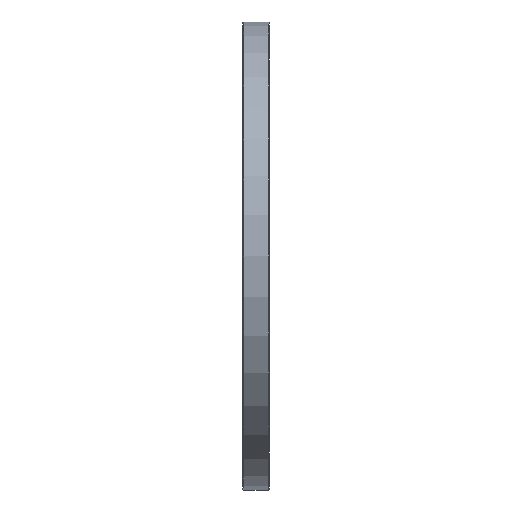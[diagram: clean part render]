
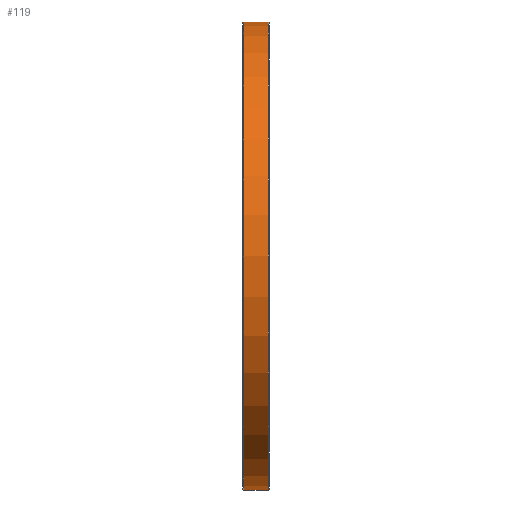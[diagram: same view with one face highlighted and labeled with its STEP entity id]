
A CAD part, left-side view. The second image highlights one B-rep face of the part: STEP entity #119.
In plain terms, the highlighted cylindrical face has radius 142.5 mm (diameter 285 mm), a partial arc.
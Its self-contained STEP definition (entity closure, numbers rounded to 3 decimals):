
#36 = AXIS2_PLACEMENT_3D ( 'NONE', #334, #426, #448 ) ;
#54 = AXIS2_PLACEMENT_3D ( 'NONE', #2342, #2379, #2399 ) ;
#119 = ADVANCED_FACE ( 'NONE', ( #2462 ), #1931, .T. ) ;
#141 = CIRCLE ( 'NONE', #54, 142.5 ) ;
#187 = CARTESIAN_POINT ( 'NONE',  ( 0., 0.4, 142.5 ) ) ;
#207 = VERTEX_POINT ( 'NONE', #2198 ) ;
#334 = CARTESIAN_POINT ( 'NONE',  ( 0., 0.4, 0. ) ) ;
#426 = DIRECTION ( 'NONE',  ( 0., 1., 0. ) ) ;
#446 = VECTOR ( 'NONE', #1559, 1000. ) ;
#448 = DIRECTION ( 'NONE',  ( 0., 0., 1. ) ) ;
#631 = CARTESIAN_POINT ( 'NONE',  ( 0., 15.6, -142.5 ) ) ;
#636 = CARTESIAN_POINT ( 'NONE',  ( 0., 0.4, -142.5 ) ) ;
#698 = AXIS2_PLACEMENT_3D ( 'NONE', #1917, #1950, #1937 ) ;
#1236 = EDGE_CURVE ( 'NONE', #207, #1645, #1946, .T. ) ;
#1237 = EDGE_LOOP ( 'NONE', ( #1498, #2510, #2285, #1710 ) ) ;
#1253 = EDGE_CURVE ( 'NONE', #1363, #1652, #1579, .T. ) ;
#1254 = EDGE_CURVE ( 'NONE', #207, #1363, #141, .T. ) ;
#1266 = EDGE_CURVE ( 'NONE', #1652, #1645, #2516, .T. ) ;
#1363 = VERTEX_POINT ( 'NONE', #631 ) ;
#1498 = ORIENTED_EDGE ( 'NONE', *, *, #1236, .F. ) ;
#1559 = DIRECTION ( 'NONE',  ( 0., -1., 0. ) ) ;
#1579 = LINE ( 'NONE', #2246, #1611 ) ;
#1611 = VECTOR ( 'NONE', #2261, 1000. ) ;
#1645 = VERTEX_POINT ( 'NONE', #187 ) ;
#1652 = VERTEX_POINT ( 'NONE', #636 ) ;
#1710 = ORIENTED_EDGE ( 'NONE', *, *, #1266, .T. ) ;
#1917 = CARTESIAN_POINT ( 'NONE',  ( 0., 16., 0. ) ) ;
#1931 = CYLINDRICAL_SURFACE ( 'NONE', #698, 142.5 ) ;
#1937 = DIRECTION ( 'NONE',  ( 0., 0., -1. ) ) ;
#1946 = LINE ( 'NONE', #1949, #446 ) ;
#1949 = CARTESIAN_POINT ( 'NONE',  ( 0., 16., 142.5 ) ) ;
#1950 = DIRECTION ( 'NONE',  ( 0., -1., 0. ) ) ;
#2198 = CARTESIAN_POINT ( 'NONE',  ( 0., 15.6, 142.5 ) ) ;
#2246 = CARTESIAN_POINT ( 'NONE',  ( 0., 16., -142.5 ) ) ;
#2261 = DIRECTION ( 'NONE',  ( 0., -1., 0. ) ) ;
#2285 = ORIENTED_EDGE ( 'NONE', *, *, #1253, .T. ) ;
#2342 = CARTESIAN_POINT ( 'NONE',  ( 0., 15.6, 0. ) ) ;
#2379 = DIRECTION ( 'NONE',  ( 0., -1., 0. ) ) ;
#2399 = DIRECTION ( 'NONE',  ( 0., 0., 1. ) ) ;
#2462 = FACE_OUTER_BOUND ( 'NONE', #1237, .T. ) ;
#2510 = ORIENTED_EDGE ( 'NONE', *, *, #1254, .T. ) ;
#2516 = CIRCLE ( 'NONE', #36, 142.5 ) ;
